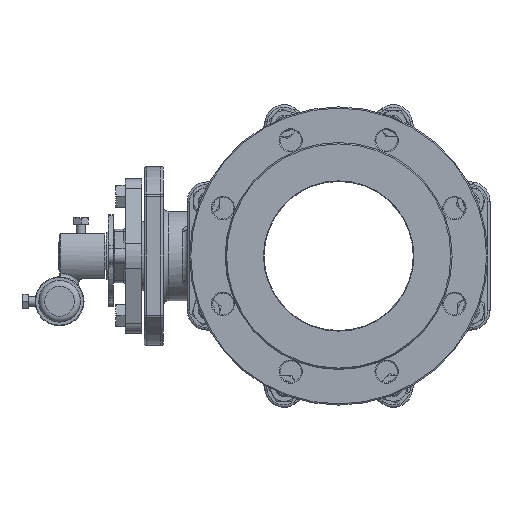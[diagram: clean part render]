
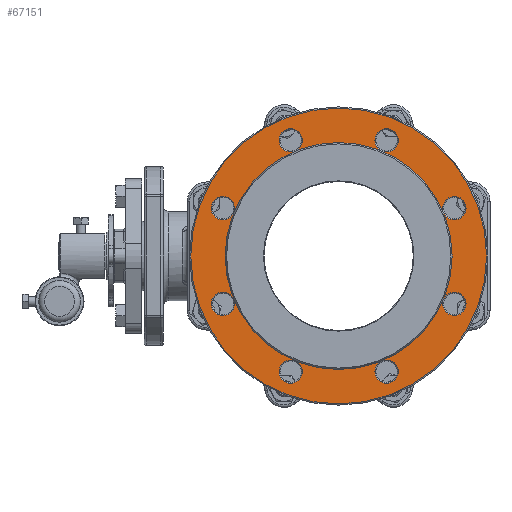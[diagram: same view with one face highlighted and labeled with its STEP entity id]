
A CAD part, left-side view. The second image highlights one B-rep face of the part: STEP entity #67151.
In plain terms, the highlighted planar face has unit normal (-1, 0, 0).
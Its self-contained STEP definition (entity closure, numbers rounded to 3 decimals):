
#1528 = AXIS2_PLACEMENT_3D ( 'NONE', #4996, #4997, #4999 ) ;
#4937 = FACE_BOUND ( 'NONE', #58898, .T. ) ;
#4958 = FACE_BOUND ( 'NONE', #58892, .T. ) ;
#4960 = FACE_OUTER_BOUND ( 'NONE', #58888, .T. ) ;
#4962 = FACE_BOUND ( 'NONE', #58894, .T. ) ;
#4964 = FACE_BOUND ( 'NONE', #58887, .T. ) ;
#4966 = FACE_BOUND ( 'NONE', #58895, .T. ) ;
#4967 = FACE_BOUND ( 'NONE', #58893, .T. ) ;
#4968 = FACE_BOUND ( 'NONE', #58896, .T. ) ;
#4970 = FACE_BOUND ( 'NONE', #58891, .T. ) ;
#4971 = FACE_BOUND ( 'NONE', #58897, .T. ) ;
#4972 = PLANE ( 'NONE',  #1528 ) ;
#4996 = CARTESIAN_POINT ( 'NONE',  ( -161., 125., 0. ) ) ;
#4997 = DIRECTION ( 'NONE',  ( -1., 0., 0. ) ) ;
#4999 = DIRECTION ( 'NONE',  ( 0., -1., 0. ) ) ;
#26430 = VERTEX_POINT ( 'NONE', #26434 ) ;
#26433 = VERTEX_POINT ( 'NONE', #26437 ) ;
#26434 = CARTESIAN_POINT ( 'NONE',  ( -161., -124., 0. ) ) ;
#26436 = VERTEX_POINT ( 'NONE', #26440 ) ;
#26437 = CARTESIAN_POINT ( 'NONE',  ( -161., -95.155, 0. ) ) ;
#26438 = VERTEX_POINT ( 'NONE', #26442 ) ;
#26440 = CARTESIAN_POINT ( 'NONE',  ( -161., 87.207, -40.182 ) ) ;
#26441 = VERTEX_POINT ( 'NONE', #26445 ) ;
#26442 = CARTESIAN_POINT ( 'NONE',  ( -161., 30.382, -97.007 ) ) ;
#26444 = VERTEX_POINT ( 'NONE', #26447 ) ;
#26445 = CARTESIAN_POINT ( 'NONE',  ( -161., -49.982, -97.007 ) ) ;
#26446 = VERTEX_POINT ( 'NONE', #26451 ) ;
#26447 = CARTESIAN_POINT ( 'NONE',  ( -161., -106.807, -40.182 ) ) ;
#26449 = VERTEX_POINT ( 'NONE', #26455 ) ;
#26451 = CARTESIAN_POINT ( 'NONE',  ( -161., -106.807, 40.182 ) ) ;
#26453 = VERTEX_POINT ( 'NONE', #26459 ) ;
#26455 = CARTESIAN_POINT ( 'NONE',  ( -161., -49.982, 97.007 ) ) ;
#26457 = VERTEX_POINT ( 'NONE', #26462 ) ;
#26459 = CARTESIAN_POINT ( 'NONE',  ( -161., 30.382, 97.007 ) ) ;
#26462 = CARTESIAN_POINT ( 'NONE',  ( -161., 87.207, 40.182 ) ) ;
#29784 = CARTESIAN_POINT ( 'NONE',  ( -161., 0., 0. ) ) ;
#29785 = DIRECTION ( 'NONE',  ( -1., 0., 0. ) ) ;
#29786 = DIRECTION ( 'NONE',  ( 0., -1., 0. ) ) ;
#29787 = CARTESIAN_POINT ( 'NONE',  ( -161., 0., 0. ) ) ;
#29789 = DIRECTION ( 'NONE',  ( 1., 0., 0. ) ) ;
#29790 = DIRECTION ( 'NONE',  ( 0., -1., 0. ) ) ;
#29791 = CARTESIAN_POINT ( 'NONE',  ( -161., 97.007, -40.182 ) ) ;
#29792 = DIRECTION ( 'NONE',  ( 1., 0., 0. ) ) ;
#29793 = DIRECTION ( 'NONE',  ( 0., -1., 0. ) ) ;
#29795 = CARTESIAN_POINT ( 'NONE',  ( -161., 40.182, -97.007 ) ) ;
#29796 = DIRECTION ( 'NONE',  ( 1., 0., 0. ) ) ;
#29797 = DIRECTION ( 'NONE',  ( 0., -1., 0. ) ) ;
#29798 = CARTESIAN_POINT ( 'NONE',  ( -161., -40.182, -97.007 ) ) ;
#29799 = DIRECTION ( 'NONE',  ( 1., 0., 0. ) ) ;
#29800 = DIRECTION ( 'NONE',  ( 0., -1., 0. ) ) ;
#29801 = CARTESIAN_POINT ( 'NONE',  ( -161., -97.007, -40.182 ) ) ;
#29802 = DIRECTION ( 'NONE',  ( 1., 0., 0. ) ) ;
#29804 = DIRECTION ( 'NONE',  ( 0., -1., 0. ) ) ;
#29806 = CARTESIAN_POINT ( 'NONE',  ( -161., -97.007, 40.182 ) ) ;
#29807 = DIRECTION ( 'NONE',  ( 1., 0., 0. ) ) ;
#29808 = DIRECTION ( 'NONE',  ( 0., -1., 0. ) ) ;
#29809 = CARTESIAN_POINT ( 'NONE',  ( -161., -40.182, 97.007 ) ) ;
#29810 = DIRECTION ( 'NONE',  ( 1., 0., 0. ) ) ;
#29811 = DIRECTION ( 'NONE',  ( 0., -1., 0. ) ) ;
#29812 = CARTESIAN_POINT ( 'NONE',  ( -161., 40.182, 97.007 ) ) ;
#29813 = DIRECTION ( 'NONE',  ( 1., 0., 0. ) ) ;
#29814 = DIRECTION ( 'NONE',  ( 0., -1., 0. ) ) ;
#29816 = CARTESIAN_POINT ( 'NONE',  ( -161., 97.007, 40.182 ) ) ;
#29817 = DIRECTION ( 'NONE',  ( 1., 0., 0. ) ) ;
#29818 = DIRECTION ( 'NONE',  ( 0., -1., 0. ) ) ;
#29947 = AXIS2_PLACEMENT_3D ( 'NONE', #29784, #29785, #29786 ) ;
#29949 = AXIS2_PLACEMENT_3D ( 'NONE', #29787, #29789, #29790 ) ;
#29950 = CIRCLE ( 'NONE', #29947, 124. ) ;
#29951 = AXIS2_PLACEMENT_3D ( 'NONE', #29791, #29792, #29793 ) ;
#29952 = CIRCLE ( 'NONE', #29949, 95.155 ) ;
#29953 = AXIS2_PLACEMENT_3D ( 'NONE', #29795, #29796, #29797 ) ;
#29954 = CIRCLE ( 'NONE', #29951, 9.8 ) ;
#29955 = AXIS2_PLACEMENT_3D ( 'NONE', #29798, #29799, #29800 ) ;
#29956 = CIRCLE ( 'NONE', #29953, 9.8 ) ;
#29957 = AXIS2_PLACEMENT_3D ( 'NONE', #29801, #29802, #29804 ) ;
#29958 = CIRCLE ( 'NONE', #29955, 9.8 ) ;
#29959 = AXIS2_PLACEMENT_3D ( 'NONE', #29806, #29807, #29808 ) ;
#29960 = CIRCLE ( 'NONE', #29957, 9.8 ) ;
#29961 = AXIS2_PLACEMENT_3D ( 'NONE', #29809, #29810, #29811 ) ;
#29962 = CIRCLE ( 'NONE', #29959, 9.8 ) ;
#29963 = AXIS2_PLACEMENT_3D ( 'NONE', #29812, #29813, #29814 ) ;
#29964 = CIRCLE ( 'NONE', #29961, 9.8 ) ;
#29965 = AXIS2_PLACEMENT_3D ( 'NONE', #29816, #29817, #29818 ) ;
#29966 = CIRCLE ( 'NONE', #29963, 9.8 ) ;
#29968 = CIRCLE ( 'NONE', #29965, 9.8 ) ;
#58887 = EDGE_LOOP ( 'NONE', ( #70408 ) ) ;
#58888 = EDGE_LOOP ( 'NONE', ( #70407 ) ) ;
#58891 = EDGE_LOOP ( 'NONE', ( #70410 ) ) ;
#58892 = EDGE_LOOP ( 'NONE', ( #70411 ) ) ;
#58893 = EDGE_LOOP ( 'NONE', ( #70409 ) ) ;
#58894 = EDGE_LOOP ( 'NONE', ( #70412 ) ) ;
#58895 = EDGE_LOOP ( 'NONE', ( #70413 ) ) ;
#58896 = EDGE_LOOP ( 'NONE', ( #70414 ) ) ;
#58897 = EDGE_LOOP ( 'NONE', ( #70415 ) ) ;
#58898 = EDGE_LOOP ( 'NONE', ( #70416 ) ) ;
#61643 = EDGE_CURVE ( 'NONE', #26430, #26430, #29950, .T. ) ;
#61644 = EDGE_CURVE ( 'NONE', #26433, #26433, #29952, .T. ) ;
#61645 = EDGE_CURVE ( 'NONE', #26436, #26436, #29954, .T. ) ;
#61646 = EDGE_CURVE ( 'NONE', #26438, #26438, #29956, .T. ) ;
#61647 = EDGE_CURVE ( 'NONE', #26441, #26441, #29958, .T. ) ;
#61648 = EDGE_CURVE ( 'NONE', #26444, #26444, #29960, .T. ) ;
#61649 = EDGE_CURVE ( 'NONE', #26446, #26446, #29962, .T. ) ;
#61650 = EDGE_CURVE ( 'NONE', #26449, #26449, #29964, .T. ) ;
#61651 = EDGE_CURVE ( 'NONE', #26453, #26453, #29966, .T. ) ;
#61652 = EDGE_CURVE ( 'NONE', #26457, #26457, #29968, .T. ) ;
#67151 = ADVANCED_FACE ( 'NONE', ( #4960, #4964, #4967, #4970, #4958, #4962, #4966, #4968, #4971, #4937 ), #4972, .T. ) ;
#70407 = ORIENTED_EDGE ( 'NONE', *, *, #61643, .T. ) ;
#70408 = ORIENTED_EDGE ( 'NONE', *, *, #61644, .T. ) ;
#70409 = ORIENTED_EDGE ( 'NONE', *, *, #61645, .T. ) ;
#70410 = ORIENTED_EDGE ( 'NONE', *, *, #61646, .T. ) ;
#70411 = ORIENTED_EDGE ( 'NONE', *, *, #61647, .T. ) ;
#70412 = ORIENTED_EDGE ( 'NONE', *, *, #61648, .T. ) ;
#70413 = ORIENTED_EDGE ( 'NONE', *, *, #61649, .T. ) ;
#70414 = ORIENTED_EDGE ( 'NONE', *, *, #61650, .T. ) ;
#70415 = ORIENTED_EDGE ( 'NONE', *, *, #61651, .T. ) ;
#70416 = ORIENTED_EDGE ( 'NONE', *, *, #61652, .T. ) ;
